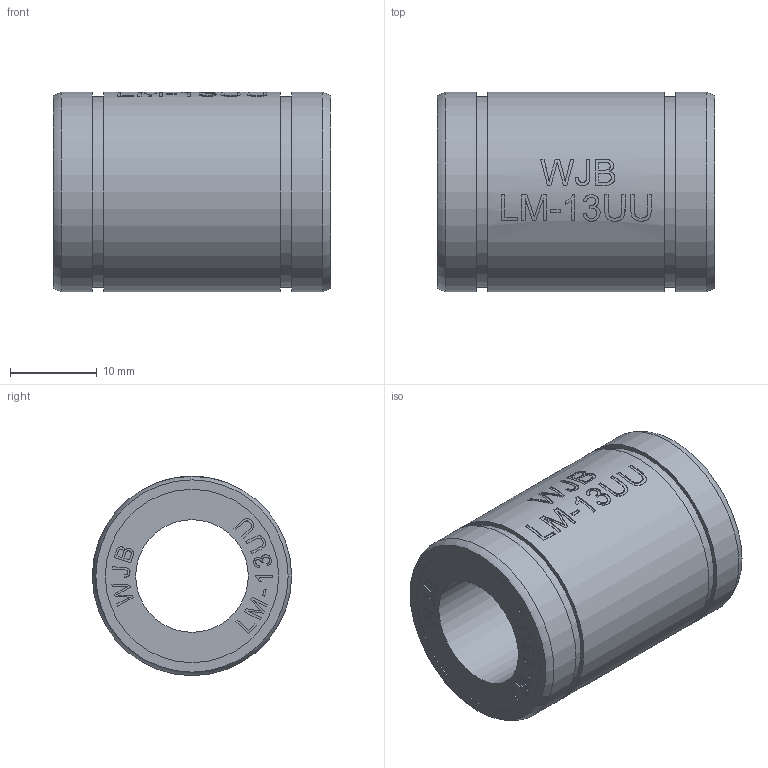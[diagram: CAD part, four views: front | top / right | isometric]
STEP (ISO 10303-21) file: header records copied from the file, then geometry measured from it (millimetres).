
FILE_DESCRIPTION(/* description */ (''),/* implementation_level */ '2;1');
FILE_NAME(/* name */ 'WJB-LM-13UU.stp',/* time_stamp */ '2019-01-27T11:31:59+08:00',/* author */ (''),/* organization */ (''),/* preprocessor_version */ 'ST-DEVELOPER v11',/* originating_system */ 'SIEMENS UGS NX 6.0',/* authorisation */ '');
FILE_SCHEMA (('AUTOMOTIVE_DESIGN { 1 0 10303 214 1 1 1 1 }'));
Length unit declared in the file: millimetre
Products named in the file (1): ROCKE321yzx9
Bounding box: 32 x 23 x 23 mm (x, y, z)
Volume: 8890.9 mm3; surface area: 4308.4 mm2
Topology: 1 solids, 1 shells, 285 faces, 721 edges, 480 vertices
Faces by surface type: plane 176, extrusion 87, cylinder 20, torus 2
Full cylindrical faces by diameter (mm): 13 x1, 20 x2, 22 x2, 23 x3
Entity records: 11139 total; most frequent: CARTESIAN_POINT 4731, ORIENTED_EDGE 1422, DIRECTION 994, EDGE_CURVE 711, VERTEX_POINT 480, VECTOR 460, LINE 373, B_SPLINE_CURVE_WITH_KNOTS 357
